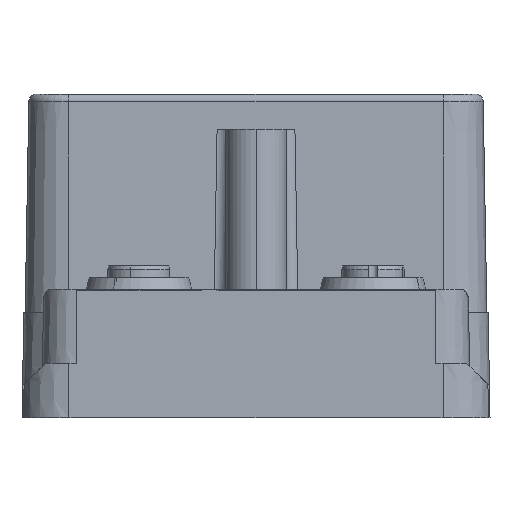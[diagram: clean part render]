
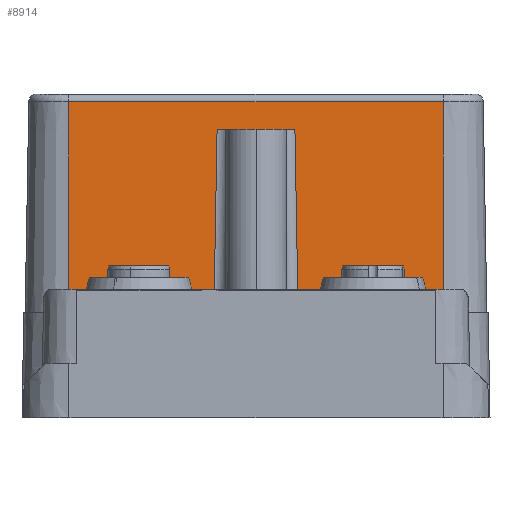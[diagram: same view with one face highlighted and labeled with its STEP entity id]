
A CAD part, front view. The second image highlights one B-rep face of the part: STEP entity #8914.
In plain terms, the highlighted planar face has unit normal (0, -1, 0.018).
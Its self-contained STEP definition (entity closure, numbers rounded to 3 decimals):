
#8857=AXIS2_PLACEMENT_3D('Plane Axis2P3D',#8854,#8855,#8856) ;
#7918=CARTESIAN_POINT('Vertex',(54.,55.6,13.5)) ;
#7921=CARTESIAN_POINT('Line Origine',(44.7,55.6,13.5)) ;
#7925=CARTESIAN_POINT('Vertex',(35.4,55.6,13.5)) ;
#7991=CARTESIAN_POINT('Vertex',(24.6,55.6,13.5)) ;
#7994=CARTESIAN_POINT('Line Origine',(15.3,55.6,13.5)) ;
#7998=CARTESIAN_POINT('Vertex',(6.,55.6,13.5)) ;
#8835=CARTESIAN_POINT('Line Origine',(54.,55.844,27.5)) ;
#8839=CARTESIAN_POINT('Vertex',(54.,56.072,40.517)) ;
#8854=CARTESIAN_POINT('Axis2P3D Location',(59.6,55.6,13.5)) ;
#8859=CARTESIAN_POINT('Line Origine',(30.,56.072,40.517)) ;
#8863=CARTESIAN_POINT('Vertex',(6.,56.072,40.517)) ;
#8866=CARTESIAN_POINT('Line Origine',(6.,55.844,27.5)) ;
#8872=CARTESIAN_POINT('Control Point',(25.01,56.01,37.)) ;
#8873=CARTESIAN_POINT('Control Point',(24.6,55.6,13.5)) ;
#8874=CARTESIAN_POINT('Vertex',(25.01,56.01,37.)) ;
#8877=CARTESIAN_POINT('Line Origine',(30.,56.01,37.)) ;
#8881=CARTESIAN_POINT('Vertex',(26.51,56.01,37.)) ;
#8884=CARTESIAN_POINT('Line Origine',(30.,56.01,37.)) ;
#8888=CARTESIAN_POINT('Vertex',(33.49,56.01,37.)) ;
#8891=CARTESIAN_POINT('Line Origine',(30.,56.01,37.)) ;
#8895=CARTESIAN_POINT('Vertex',(34.99,56.01,37.)) ;
#8899=CARTESIAN_POINT('Control Point',(34.99,56.01,37.)) ;
#8900=CARTESIAN_POINT('Control Point',(35.4,55.6,13.5)) ;
#7922=DIRECTION('Vector Direction',(-1.,0.,0.)) ;
#7995=DIRECTION('Vector Direction',(-1.,0.,0.)) ;
#8836=DIRECTION('Vector Direction',(0.,-0.017,-1.)) ;
#8855=DIRECTION('Axis2P3D Direction',(0.,-1.,0.017)) ;
#8856=DIRECTION('Axis2P3D XDirection',(-1.,0.,0.)) ;
#8860=DIRECTION('Vector Direction',(-1.,0.,0.)) ;
#8867=DIRECTION('Vector Direction',(0.,-0.017,-1.)) ;
#8878=DIRECTION('Vector Direction',(-1.,0.,0.)) ;
#8885=DIRECTION('Vector Direction',(-1.,0.,0.)) ;
#8892=DIRECTION('Vector Direction',(-1.,0.,0.)) ;
#7923=VECTOR('Line Direction',#7922,1.) ;
#7996=VECTOR('Line Direction',#7995,1.) ;
#8837=VECTOR('Line Direction',#8836,1.) ;
#8861=VECTOR('Line Direction',#8860,1.) ;
#8868=VECTOR('Line Direction',#8867,1.) ;
#8879=VECTOR('Line Direction',#8878,1.) ;
#8886=VECTOR('Line Direction',#8885,1.) ;
#8893=VECTOR('Line Direction',#8892,1.) ;
#8903=ORIENTED_EDGE('',*,*,#7927,.F.) ;
#8904=ORIENTED_EDGE('',*,*,#8841,.T.) ;
#8905=ORIENTED_EDGE('',*,*,#8865,.F.) ;
#8906=ORIENTED_EDGE('',*,*,#8870,.F.) ;
#8907=ORIENTED_EDGE('',*,*,#8000,.F.) ;
#8908=ORIENTED_EDGE('',*,*,#8876,.F.) ;
#8909=ORIENTED_EDGE('',*,*,#8883,.T.) ;
#8910=ORIENTED_EDGE('',*,*,#8890,.T.) ;
#8911=ORIENTED_EDGE('',*,*,#8897,.T.) ;
#8912=ORIENTED_EDGE('',*,*,#8901,.T.) ;
#8914=ADVANCED_FACE('325528.1\\427562.1\\Haube',(#8913),#8858,.T.) ;
#8871=B_SPLINE_CURVE_WITH_KNOTS('',1,(#8872,#8873),.UNSPECIFIED.,.F.,.U.,(2,2),(-9.994,13.513),.UNSPECIFIED.) ;
#8898=B_SPLINE_CURVE_WITH_KNOTS('',1,(#8899,#8900),.UNSPECIFIED.,.F.,.U.,(2,2),(-9.994,13.513),.UNSPECIFIED.) ;
#7927=EDGE_CURVE('',#7919,#7926,#7924,.T.) ;
#8000=EDGE_CURVE('',#7992,#7999,#7997,.T.) ;
#8841=EDGE_CURVE('',#7919,#8840,#8838,.F.) ;
#8865=EDGE_CURVE('',#8864,#8840,#8862,.F.) ;
#8870=EDGE_CURVE('',#7999,#8864,#8869,.F.) ;
#8876=EDGE_CURVE('',#8875,#7992,#8871,.T.) ;
#8883=EDGE_CURVE('',#8875,#8882,#8880,.F.) ;
#8890=EDGE_CURVE('',#8882,#8889,#8887,.F.) ;
#8897=EDGE_CURVE('',#8889,#8896,#8894,.F.) ;
#8901=EDGE_CURVE('',#8896,#7926,#8898,.T.) ;
#8902=EDGE_LOOP('',(#8903,#8904,#8905,#8906,#8907,#8908,#8909,#8910,#8911,#8912)) ;
#8913=FACE_OUTER_BOUND('',#8902,.T.) ;
#7924=LINE('Line',#7921,#7923) ;
#7997=LINE('Line',#7994,#7996) ;
#8838=LINE('Line',#8835,#8837) ;
#8862=LINE('Line',#8859,#8861) ;
#8869=LINE('Line',#8866,#8868) ;
#8880=LINE('Line',#8877,#8879) ;
#8887=LINE('Line',#8884,#8886) ;
#8894=LINE('Line',#8891,#8893) ;
#8858=PLANE('',#8857) ;
#7919=VERTEX_POINT('',#7918) ;
#7926=VERTEX_POINT('',#7925) ;
#7992=VERTEX_POINT('',#7991) ;
#7999=VERTEX_POINT('',#7998) ;
#8840=VERTEX_POINT('',#8839) ;
#8864=VERTEX_POINT('',#8863) ;
#8875=VERTEX_POINT('',#8874) ;
#8882=VERTEX_POINT('',#8881) ;
#8889=VERTEX_POINT('',#8888) ;
#8896=VERTEX_POINT('',#8895) ;
